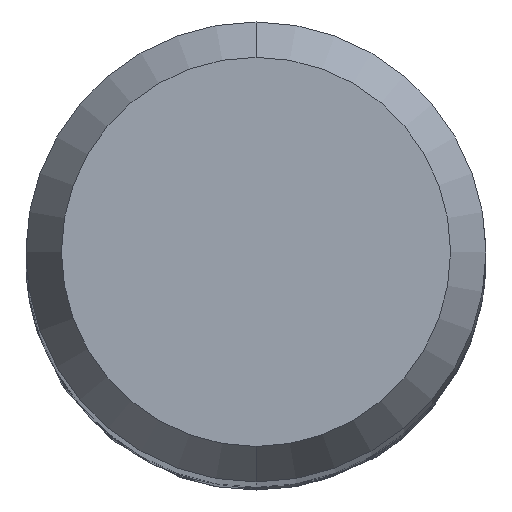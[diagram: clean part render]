
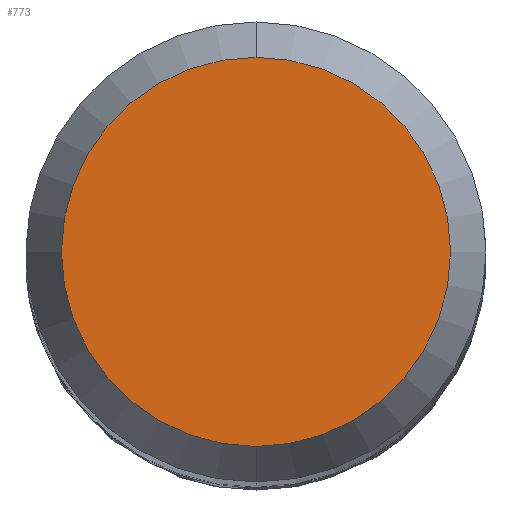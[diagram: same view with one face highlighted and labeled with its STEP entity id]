
A CAD part, top view. The second image highlights one B-rep face of the part: STEP entity #773.
In plain terms, the highlighted planar face has unit normal (0, 0, 1).
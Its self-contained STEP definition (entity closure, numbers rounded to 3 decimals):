
#499=EDGE_CURVE('',#957,#799,#1388,.T.);
#773=ADVANCED_FACE('',(#1688),#1689,.T.);
#799=VERTEX_POINT('',#1716);
#957=VERTEX_POINT('',#1883);
#1273=EDGE_CURVE('',#799,#957,#2234,.T.);
#1388=CIRCLE('',#2410,2.538);
#1688=FACE_OUTER_BOUND('',#5123,.T.);
#1689=PLANE('',#5124);
#1716=CARTESIAN_POINT('',(0.,-2.538,0.0));
#1883=CARTESIAN_POINT('',(0.0,2.538,0.0));
#2234=CIRCLE('',#8831,2.538);
#2410=AXIS2_PLACEMENT_3D('',#9050,#9051,#9052);
#5123=EDGE_LOOP('',(#9361,#9362));
#5124=AXIS2_PLACEMENT_3D('',#9363,#9364,#9365);
#8831=AXIS2_PLACEMENT_3D('',#9913,#9914,#9915);
#9050=CARTESIAN_POINT('',(0.0,0.0,0.0));
#9051=DIRECTION('',(0.0,0.0,-1.0));
#9052=DIRECTION('',(0.0,1.0,0.0));
#9361=ORIENTED_EDGE('',*,*,#499,.F.);
#9362=ORIENTED_EDGE('',*,*,#1273,.F.);
#9363=CARTESIAN_POINT('',(0.0,1.269,0.0));
#9364=DIRECTION('',(-0.0,0.0,1.0));
#9365=DIRECTION('',(0.0,-1.0,0.0));
#9913=CARTESIAN_POINT('',(0.0,0.0,0.0));
#9914=DIRECTION('',(0.0,0.0,-1.0));
#9915=DIRECTION('',(0.0,1.0,0.0));
